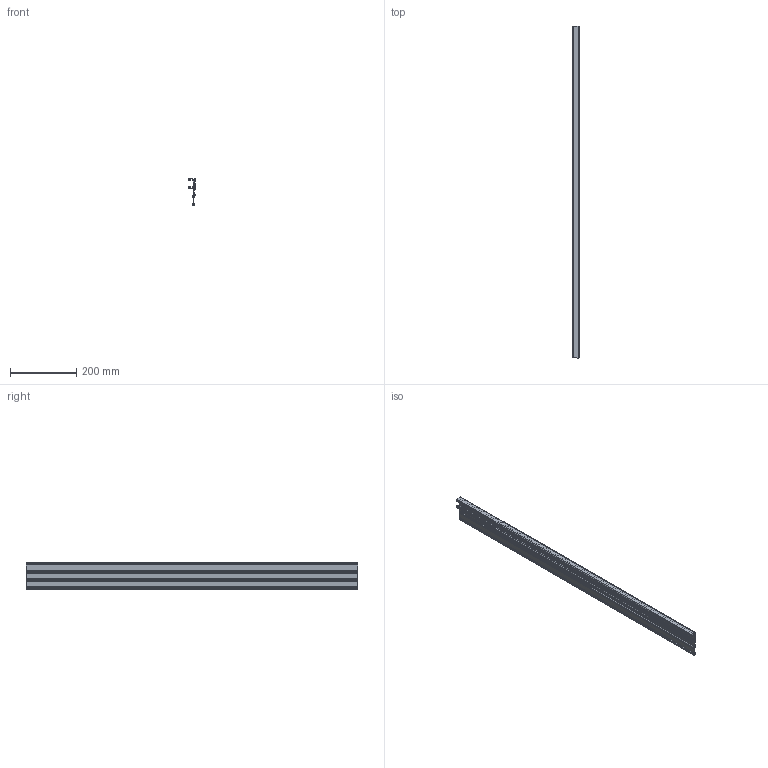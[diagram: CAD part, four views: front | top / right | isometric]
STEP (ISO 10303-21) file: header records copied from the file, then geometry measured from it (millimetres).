
FILE_DESCRIPTION (( 'STEP AP203' ), '1' );
FILE_NAME ('Ñòåíêà 1000 ñ ïðîôèëåì.STEP', '2024-12-08T14:53:33', ( '' ), ( '' ), 'SwSTEP 2.0', 'SolidWorks 2022', '' );
FILE_SCHEMA (( 'CONFIG_CONTROL_DESIGN' ));
Length unit declared in the file: millimetre
Products named in the file (3): Стенка 1000 с профилем; С-профиль 31х17х1000 d3,3 v24 17.11.2024; Стенка H50х1000 V5 10.11.2024
Assembly tree (2 placements, depth 2):
  Стенка 1000 с профилем
    Стенка H50х1000 V5 10.11.2024
    С-профиль 31х17х1000 d3,3 v24 17.11.2024
Bounding box: 19 x 1000 x 81.05 mm (x, y, z)
Volume: 381616.5 mm3; surface area: 369040.9 mm2
Topology: 2 solids, 2 shells, 152 faces, 444 edges, 296 vertices
Faces by surface type: cylinder 92, plane 60
Entity records: 5417 total; most frequent: DIRECTION 942, CARTESIAN_POINT 897, ORIENTED_EDGE 888, EDGE_CURVE 444, AXIS2_PLACEMENT_3D 341, VERTEX_POINT 296, VECTOR 260, LINE 260
